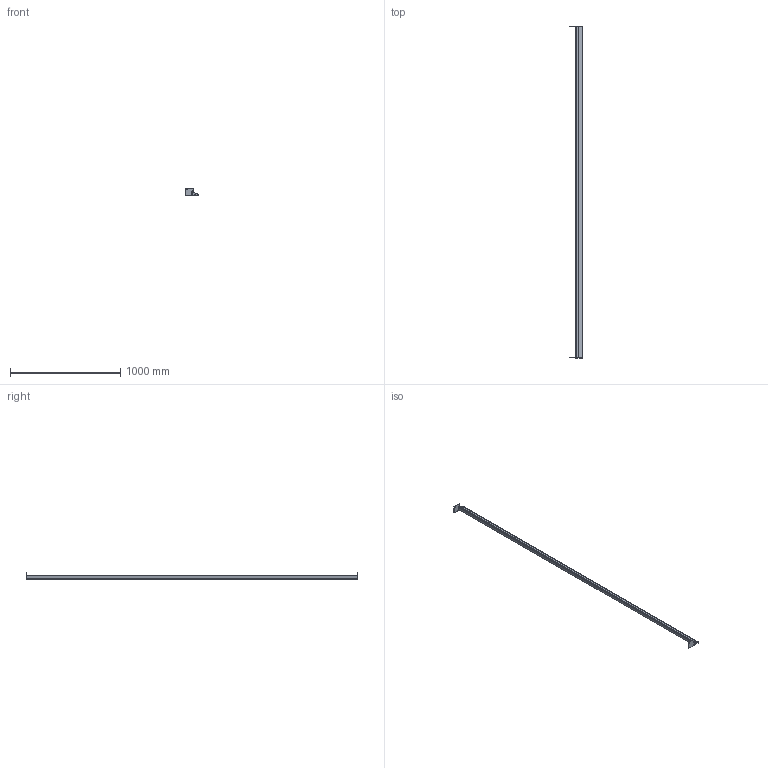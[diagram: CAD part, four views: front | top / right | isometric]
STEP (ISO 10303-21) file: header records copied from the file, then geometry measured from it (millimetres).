
FILE_DESCRIPTION (( 'STEP AP214' ), '1' );
FILE_NAME ('CPREG-NE_300.step', '2021-07-29T14:02:38', ( '' ), ( '' ), 'SwSTEP 2.0', 'SolidWorks 2020', '' );
FILE_SCHEMA (( 'AUTOMOTIVE_DESIGN' ));
Length unit declared in the file: millimetre
Products named in the file (5): Group1; SB0089-90-91-92SCREW BAG FOR APH EXTENSION-1; CPREG-NE_300; MP0905-APH END CAP 4-1; MP0904-APH END CAP 3-1
Assembly tree (4 placements, depth 2):
  CPREG-NE_300
    Group1
    MP0905-APH END CAP 4-1
    MP0904-APH END CAP 3-1
    SB0089-90-91-92SCREW BAG FOR APH EXTENSION-1
Bounding box: 120.4 x 3006 x 70.35 mm (x, y, z)
Volume: 1564895.8 mm3; surface area: 1314263.7 mm2
Topology: 21 solids, 21 shells, 1460 faces, 3900 edges, 2472 vertices
Faces by surface type: cone 624, cylinder 472, plane 356, torus 8
Entity records: 47439 total; most frequent: CARTESIAN_POINT 8771, DIRECTION 8510, ORIENTED_EDGE 7784, EDGE_CURVE 3892, AXIS2_PLACEMENT_3D 3343, VERTEX_POINT 2472, CIRCLE 1876, VECTOR 1824
